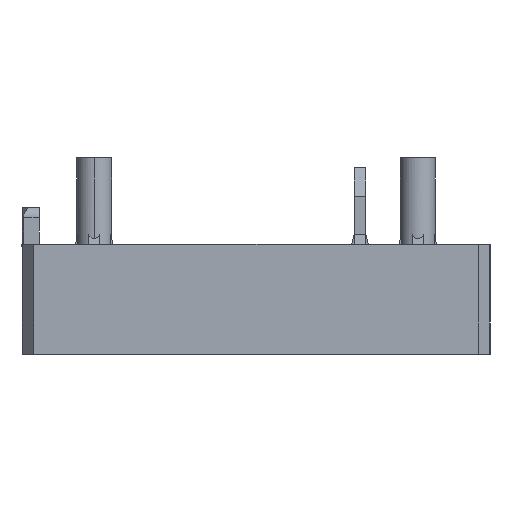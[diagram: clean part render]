
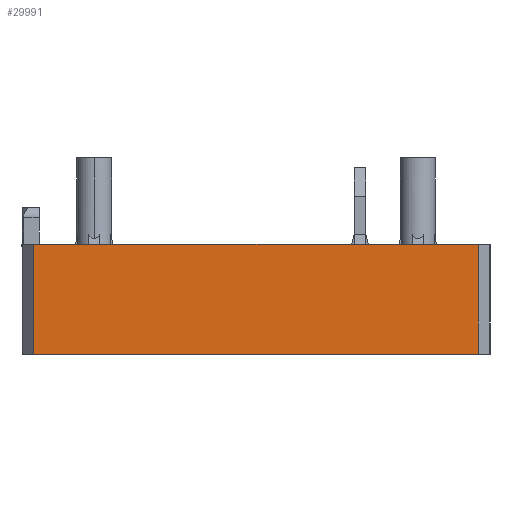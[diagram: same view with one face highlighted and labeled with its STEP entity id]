
A CAD part, left-side view. The second image highlights one B-rep face of the part: STEP entity #29991.
In plain terms, the highlighted planar face has unit normal (-1, 0, 0).
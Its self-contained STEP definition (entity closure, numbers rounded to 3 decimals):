
#1989 = EDGE_CURVE ( 'NONE', #20934, #20642, #19116, .T. ) ;
#2118 = VECTOR ( 'NONE', #6784, 1000. ) ;
#3264 = FACE_OUTER_BOUND ( 'NONE', #34536, .T. ) ;
#5658 = CARTESIAN_POINT ( 'NONE',  ( 4513.888, 38.5, 117.378 ) ) ;
#6784 = DIRECTION ( 'NONE',  ( 0., 0., 1. ) ) ;
#9330 = CARTESIAN_POINT ( 'NONE',  ( 4513.888, -38.5, 136.378 ) ) ;
#10296 = DIRECTION ( 'NONE',  ( 0., 1., 0. ) ) ;
#10521 = ORIENTED_EDGE ( 'NONE', *, *, #35247, .T. ) ;
#10649 = CARTESIAN_POINT ( 'NONE',  ( 4513.888, -38.5, 136.378 ) ) ;
#11567 = EDGE_CURVE ( 'NONE', #20642, #20682, #18416, .T. ) ;
#12140 = EDGE_CURVE ( 'NONE', #20934, #13283, #35441, .T. ) ;
#13283 = VERTEX_POINT ( 'NONE', #5658 ) ;
#15288 = DIRECTION ( 'NONE',  ( -1., 0., 0. ) ) ;
#16124 = VECTOR ( 'NONE', #21147, 1000. ) ;
#17687 = LINE ( 'NONE', #37222, #21817 ) ;
#18375 = CARTESIAN_POINT ( 'NONE',  ( 4513.888, 38.5, 136.378 ) ) ;
#18416 = LINE ( 'NONE', #9330, #16124 ) ;
#19116 = LINE ( 'NONE', #21429, #2118 ) ;
#20322 = ORIENTED_EDGE ( 'NONE', *, *, #1989, .T. ) ;
#20642 = VERTEX_POINT ( 'NONE', #10649 ) ;
#20682 = VERTEX_POINT ( 'NONE', #18375 ) ;
#20934 = VERTEX_POINT ( 'NONE', #36206 ) ;
#21147 = DIRECTION ( 'NONE',  ( 0., 1., 0. ) ) ;
#21429 = CARTESIAN_POINT ( 'NONE',  ( 4513.888, -38.5, 136.378 ) ) ;
#21554 = CARTESIAN_POINT ( 'NONE',  ( 4513.888, -38.5, 136.378 ) ) ;
#21817 = VECTOR ( 'NONE', #37342, 1000. ) ;
#25052 = CARTESIAN_POINT ( 'NONE',  ( 4513.888, -39.27, 117.378 ) ) ;
#26973 = PLANE ( 'NONE',  #29491 ) ;
#29491 = AXIS2_PLACEMENT_3D ( 'NONE', #21554, #15288, #33124 ) ;
#29991 = ADVANCED_FACE ( 'NONE', ( #3264 ), #26973, .T. ) ;
#30248 = ORIENTED_EDGE ( 'NONE', *, *, #12140, .F. ) ;
#31220 = ORIENTED_EDGE ( 'NONE', *, *, #11567, .T. ) ;
#33124 = DIRECTION ( 'NONE',  ( 0., 0., 1. ) ) ;
#34536 = EDGE_LOOP ( 'NONE', ( #30248, #20322, #31220, #10521 ) ) ;
#35247 = EDGE_CURVE ( 'NONE', #20682, #13283, #17687, .T. ) ;
#35441 = LINE ( 'NONE', #25052, #37248 ) ;
#36206 = CARTESIAN_POINT ( 'NONE',  ( 4513.888, -38.5, 117.378 ) ) ;
#37222 = CARTESIAN_POINT ( 'NONE',  ( 4513.888, 38.5, 136.378 ) ) ;
#37248 = VECTOR ( 'NONE', #10296, 1000. ) ;
#37342 = DIRECTION ( 'NONE',  ( 0., 0., -1. ) ) ;
